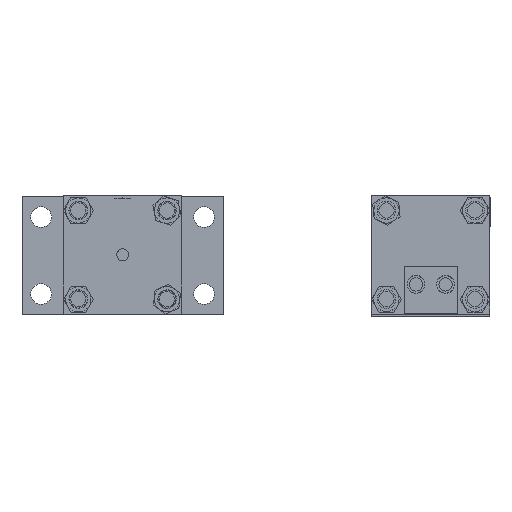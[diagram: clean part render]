
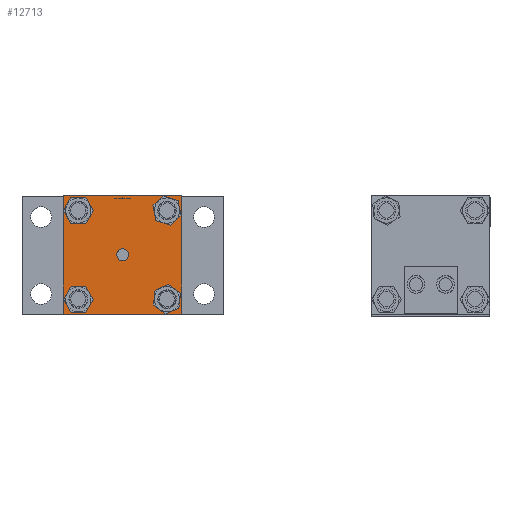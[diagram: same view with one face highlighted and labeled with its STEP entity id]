
A CAD part, top view. The second image highlights one B-rep face of the part: STEP entity #12713.
In plain terms, the highlighted planar face has unit normal (0, 0, 1).
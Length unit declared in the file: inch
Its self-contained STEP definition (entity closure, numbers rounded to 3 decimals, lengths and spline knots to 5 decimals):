
#104 = VERTEX_POINT ( 'NONE', #1707 ) ;
#126 = VERTEX_POINT ( 'NONE', #1754 ) ;
#158 = VERTEX_POINT ( 'NONE', #2694 ) ;
#226 = DIRECTION ( 'NONE',  ( 1., 0., 0. ) ) ;
#269 = CARTESIAN_POINT ( 'NONE',  ( 6.83446, 9.26306, 0.5 ) ) ;
#280 = CARTESIAN_POINT ( 'NONE',  ( 5.89946, 9.57806, 0.5 ) ) ;
#294 = FACE_BOUND ( 'NONE', #4824, .T. ) ;
#320 = AXIS2_PLACEMENT_3D ( 'NONE', #5236, #12351, #1396 ) ;
#321 = LINE ( 'NONE', #280, #8167 ) ;
#401 = CARTESIAN_POINT ( 'NONE',  ( 5.89946, 8.32806, 0.5 ) ) ;
#567 = AXIS2_PLACEMENT_3D ( 'NONE', #5923, #11924, #9877 ) ;
#699 = CIRCLE ( 'NONE', #6602, 0.188 ) ;
#859 = LINE ( 'NONE', #6429, #9381 ) ;
#870 = EDGE_LOOP ( 'NONE', ( #12627, #5690 ) ) ;
#1035 = CARTESIAN_POINT ( 'NONE',  ( 6.02601, 8.32806, 0.5 ) ) ;
#1044 = CARTESIAN_POINT ( 'NONE',  ( 4.96446, 9.26306, 0.5 ) ) ;
#1396 = DIRECTION ( 'NONE',  ( 1., 0., 0. ) ) ;
#1470 = CIRCLE ( 'NONE', #6753, 0.188 ) ;
#1545 = AXIS2_PLACEMENT_3D ( 'NONE', #6536, #4435, #8530 ) ;
#1707 = CARTESIAN_POINT ( 'NONE',  ( 7.02246, 9.26306, 0.5 ) ) ;
#1754 = CARTESIAN_POINT ( 'NONE',  ( 5.15246, 7.39306, 0.5 ) ) ;
#1911 = DIRECTION ( 'NONE',  ( 0., -1., 0. ) ) ;
#2157 = VECTOR ( 'NONE', #1911, 39.37008 ) ;
#2249 = DIRECTION ( 'NONE',  ( 1., 0., 0. ) ) ;
#2694 = CARTESIAN_POINT ( 'NONE',  ( 4.64946, 9.57806, 0.5 ) ) ;
#2736 = DIRECTION ( 'NONE',  ( 1., 0., 0. ) ) ;
#2752 = DIRECTION ( 'NONE',  ( 0., 0., 1. ) ) ;
#3053 = ORIENTED_EDGE ( 'NONE', *, *, #6737, .F. ) ;
#3060 = ORIENTED_EDGE ( 'NONE', *, *, #4213, .F. ) ;
#3164 = EDGE_CURVE ( 'NONE', #5743, #10182, #3305, .T. ) ;
#3305 = CIRCLE ( 'NONE', #7426, 0.12655 ) ;
#3310 = CARTESIAN_POINT ( 'NONE',  ( 7.14946, 9.57806, 0.5 ) ) ;
#3335 = EDGE_CURVE ( 'NONE', #11157, #12874, #3462, .T. ) ;
#3345 = AXIS2_PLACEMENT_3D ( 'NONE', #6721, #2752, #8893 ) ;
#3462 = CIRCLE ( 'NONE', #3782, 0.188 ) ;
#3782 = AXIS2_PLACEMENT_3D ( 'NONE', #7720, #11969, #2736 ) ;
#3862 = FACE_BOUND ( 'NONE', #6645, .T. ) ;
#3875 = CIRCLE ( 'NONE', #9124, 0.188 ) ;
#4089 = DIRECTION ( 'NONE',  ( 1., 0., 0. ) ) ;
#4150 = CARTESIAN_POINT ( 'NONE',  ( 6.64646, 7.39306, 0.5 ) ) ;
#4169 = CARTESIAN_POINT ( 'NONE',  ( 5.89946, 7.07806, 0.5 ) ) ;
#4213 = EDGE_CURVE ( 'NONE', #158, #11803, #321, .T. ) ;
#4234 = AXIS2_PLACEMENT_3D ( 'NONE', #9274, #4239, #12383 ) ;
#4239 = DIRECTION ( 'NONE',  ( 0., 0., 1. ) ) ;
#4371 = ORIENTED_EDGE ( 'NONE', *, *, #7350, .F. ) ;
#4435 = DIRECTION ( 'NONE',  ( 0., 0., 1. ) ) ;
#4506 = EDGE_CURVE ( 'NONE', #158, #7929, #7842, .T. ) ;
#4824 = EDGE_LOOP ( 'NONE', ( #6921, #9038 ) ) ;
#5052 = CIRCLE ( 'NONE', #8679, 0.12655 ) ;
#5144 = EDGE_CURVE ( 'NONE', #12500, #126, #1470, .T. ) ;
#5236 = CARTESIAN_POINT ( 'NONE',  ( 6.83446, 7.39306, 0.5 ) ) ;
#5310 = CIRCLE ( 'NONE', #320, 0.188 ) ;
#5632 = ORIENTED_EDGE ( 'NONE', *, *, #3164, .F. ) ;
#5690 = ORIENTED_EDGE ( 'NONE', *, *, #5144, .F. ) ;
#5743 = VERTEX_POINT ( 'NONE', #1035 ) ;
#5917 = VERTEX_POINT ( 'NONE', #10933 ) ;
#5923 = CARTESIAN_POINT ( 'NONE',  ( 5.89946, 5.57249, 0.5 ) ) ;
#5967 = EDGE_LOOP ( 'NONE', ( #4371, #8472 ) ) ;
#6108 = EDGE_CURVE ( 'NONE', #104, #9309, #9070, .T. ) ;
#6140 = ORIENTED_EDGE ( 'NONE', *, *, #9343, .F. ) ;
#6256 = DIRECTION ( 'NONE',  ( 0., 0., 1. ) ) ;
#6362 = ORIENTED_EDGE ( 'NONE', *, *, #9996, .T. ) ;
#6429 = CARTESIAN_POINT ( 'NONE',  ( 7.14946, 5.57249, 0.5 ) ) ;
#6536 = CARTESIAN_POINT ( 'NONE',  ( 4.96446, 9.26306, 0.5 ) ) ;
#6602 = AXIS2_PLACEMENT_3D ( 'NONE', #1044, #11137, #7123 ) ;
#6645 = EDGE_LOOP ( 'NONE', ( #6140, #5632 ) ) ;
#6678 = ORIENTED_EDGE ( 'NONE', *, *, #12429, .F. ) ;
#6721 = CARTESIAN_POINT ( 'NONE',  ( 4.96446, 7.39306, 0.5 ) ) ;
#6737 = EDGE_CURVE ( 'NONE', #11803, #11147, #859, .T. ) ;
#6753 = AXIS2_PLACEMENT_3D ( 'NONE', #10301, #10388, #12441 ) ;
#6904 = CARTESIAN_POINT ( 'NONE',  ( 4.64946, 7.07806, 0.5 ) ) ;
#6921 = ORIENTED_EDGE ( 'NONE', *, *, #6108, .F. ) ;
#6984 = PLANE ( 'NONE',  #567 ) ;
#7123 = DIRECTION ( 'NONE',  ( 1., 0., 0. ) ) ;
#7305 = CARTESIAN_POINT ( 'NONE',  ( 5.77291, 8.32806, 0.5 ) ) ;
#7350 = EDGE_CURVE ( 'NONE', #5917, #12130, #699, .T. ) ;
#7426 = AXIS2_PLACEMENT_3D ( 'NONE', #11715, #11632, #10588 ) ;
#7652 = FACE_BOUND ( 'NONE', #12916, .T. ) ;
#7720 = CARTESIAN_POINT ( 'NONE',  ( 6.83446, 7.39306, 0.5 ) ) ;
#7815 = EDGE_CURVE ( 'NONE', #126, #12500, #9658, .T. ) ;
#7842 = LINE ( 'NONE', #9901, #2157 ) ;
#7929 = VERTEX_POINT ( 'NONE', #6904 ) ;
#7962 = FACE_BOUND ( 'NONE', #5967, .T. ) ;
#8167 = VECTOR ( 'NONE', #2249, 39.37008 ) ;
#8312 = EDGE_CURVE ( 'NONE', #12130, #5917, #12969, .T. ) ;
#8472 = ORIENTED_EDGE ( 'NONE', *, *, #8312, .F. ) ;
#8530 = DIRECTION ( 'NONE',  ( 1., 0., 0. ) ) ;
#8586 = ORIENTED_EDGE ( 'NONE', *, *, #4506, .T. ) ;
#8613 = EDGE_LOOP ( 'NONE', ( #3060, #8586, #6362, #3053 ) ) ;
#8679 = AXIS2_PLACEMENT_3D ( 'NONE', #401, #9355, #226 ) ;
#8844 = CARTESIAN_POINT ( 'NONE',  ( 4.77646, 9.26306, 0.5 ) ) ;
#8893 = DIRECTION ( 'NONE',  ( 1., 0., 0. ) ) ;
#9038 = ORIENTED_EDGE ( 'NONE', *, *, #11614, .F. ) ;
#9070 = CIRCLE ( 'NONE', #4234, 0.188 ) ;
#9124 = AXIS2_PLACEMENT_3D ( 'NONE', #269, #6256, #4089 ) ;
#9231 = FACE_OUTER_BOUND ( 'NONE', #8613, .T. ) ;
#9274 = CARTESIAN_POINT ( 'NONE',  ( 6.83446, 9.26306, 0.5 ) ) ;
#9309 = VERTEX_POINT ( 'NONE', #11294 ) ;
#9343 = EDGE_CURVE ( 'NONE', #10182, #5743, #5052, .T. ) ;
#9355 = DIRECTION ( 'NONE',  ( 0., 0., 1. ) ) ;
#9381 = VECTOR ( 'NONE', #9437, 39.37008 ) ;
#9437 = DIRECTION ( 'NONE',  ( 0., -1., 0. ) ) ;
#9658 = CIRCLE ( 'NONE', #3345, 0.188 ) ;
#9877 = DIRECTION ( 'NONE',  ( 1., 0., 0. ) ) ;
#9901 = CARTESIAN_POINT ( 'NONE',  ( 4.64946, 5.57249, 0.5 ) ) ;
#9945 = VECTOR ( 'NONE', #11189, 39.37008 ) ;
#9996 = EDGE_CURVE ( 'NONE', #7929, #11147, #10101, .T. ) ;
#10101 = LINE ( 'NONE', #4169, #9945 ) ;
#10182 = VERTEX_POINT ( 'NONE', #7305 ) ;
#10301 = CARTESIAN_POINT ( 'NONE',  ( 4.96446, 7.39306, 0.5 ) ) ;
#10333 = FACE_BOUND ( 'NONE', #870, .T. ) ;
#10388 = DIRECTION ( 'NONE',  ( 0., 0., 1. ) ) ;
#10588 = DIRECTION ( 'NONE',  ( 1., 0., 0. ) ) ;
#10933 = CARTESIAN_POINT ( 'NONE',  ( 5.15246, 9.26306, 0.5 ) ) ;
#11081 = CARTESIAN_POINT ( 'NONE',  ( 7.14946, 7.07806, 0.5 ) ) ;
#11137 = DIRECTION ( 'NONE',  ( 0., 0., 1. ) ) ;
#11147 = VERTEX_POINT ( 'NONE', #11081 ) ;
#11157 = VERTEX_POINT ( 'NONE', #11176 ) ;
#11176 = CARTESIAN_POINT ( 'NONE',  ( 7.02246, 7.39306, 0.5 ) ) ;
#11189 = DIRECTION ( 'NONE',  ( 1., 0., 0. ) ) ;
#11294 = CARTESIAN_POINT ( 'NONE',  ( 6.64646, 9.26306, 0.5 ) ) ;
#11614 = EDGE_CURVE ( 'NONE', #9309, #104, #3875, .T. ) ;
#11632 = DIRECTION ( 'NONE',  ( 0., 0., 1. ) ) ;
#11634 = CARTESIAN_POINT ( 'NONE',  ( 4.77646, 7.39306, 0.5 ) ) ;
#11715 = CARTESIAN_POINT ( 'NONE',  ( 5.89946, 8.32806, 0.5 ) ) ;
#11803 = VERTEX_POINT ( 'NONE', #3310 ) ;
#11924 = DIRECTION ( 'NONE',  ( 0., 0., 1. ) ) ;
#11969 = DIRECTION ( 'NONE',  ( 0., 0., 1. ) ) ;
#12130 = VERTEX_POINT ( 'NONE', #8844 ) ;
#12351 = DIRECTION ( 'NONE',  ( 0., 0., 1. ) ) ;
#12383 = DIRECTION ( 'NONE',  ( 1., 0., 0. ) ) ;
#12429 = EDGE_CURVE ( 'NONE', #12874, #11157, #5310, .T. ) ;
#12434 = ORIENTED_EDGE ( 'NONE', *, *, #3335, .F. ) ;
#12441 = DIRECTION ( 'NONE',  ( 1., 0., 0. ) ) ;
#12500 = VERTEX_POINT ( 'NONE', #11634 ) ;
#12627 = ORIENTED_EDGE ( 'NONE', *, *, #7815, .F. ) ;
#12713 = ADVANCED_FACE ( 'NONE', ( #7652, #294, #7962, #10333, #9231, #3862 ), #6984, .T. ) ;
#12874 = VERTEX_POINT ( 'NONE', #4150 ) ;
#12916 = EDGE_LOOP ( 'NONE', ( #12434, #6678 ) ) ;
#12969 = CIRCLE ( 'NONE', #1545, 0.188 ) ;
